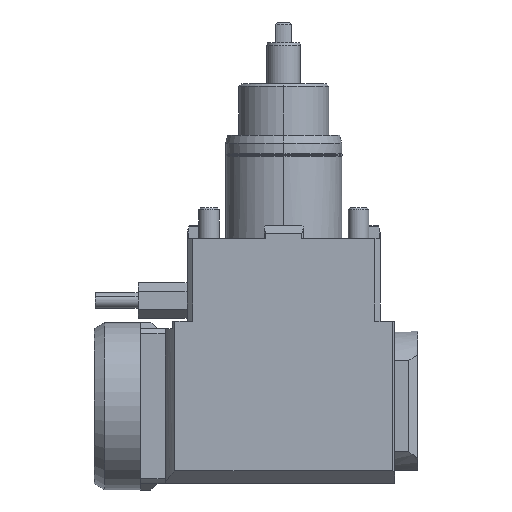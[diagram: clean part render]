
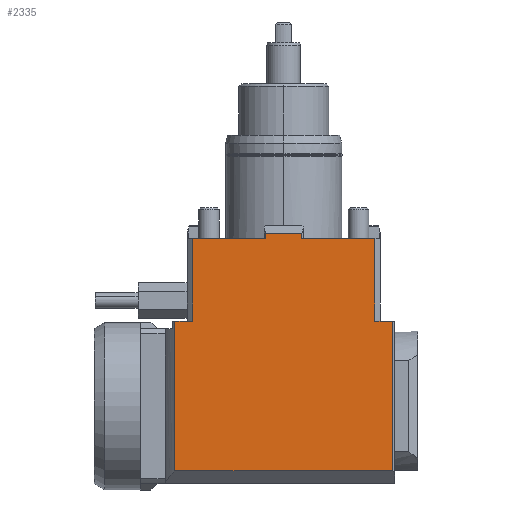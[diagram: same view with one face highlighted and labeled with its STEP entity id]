
A CAD part, front view. The second image highlights one B-rep face of the part: STEP entity #2335.
In plain terms, the highlighted planar face has unit normal (0, -1, 0).
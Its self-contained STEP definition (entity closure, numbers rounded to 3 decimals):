
#113=CARTESIAN_POINT('',(42.261,-37.5,-90.));
#114=VERTEX_POINT('',#113);
#122=CARTESIAN_POINT('',(-42.261,-37.5,-90.));
#123=VERTEX_POINT('',#122);
#124=CARTESIAN_POINT('',(42.261,-37.5,-90.));
#125=DIRECTION('',(-1.,0.,0.));
#126=VECTOR('',#125,84.522);
#127=LINE('',#124,#126);
#128=EDGE_CURVE('',#114,#123,#127,.T.);
#1627=CARTESIAN_POINT('',(-7.,-37.5,2.));
#1628=VERTEX_POINT('',#1627);
#1635=CARTESIAN_POINT('',(7.,-37.5,2.));
#1636=VERTEX_POINT('',#1635);
#1637=CARTESIAN_POINT('',(-7.,-37.5,2.));
#1638=DIRECTION('',(1.,0.,-0.));
#1639=VECTOR('',#1638,14.);
#1640=LINE('',#1637,#1639);
#1641=EDGE_CURVE('',#1628,#1636,#1640,.T.);
#1665=CARTESIAN_POINT('',(7.,-37.5,0.));
#1666=VERTEX_POINT('',#1665);
#1682=CARTESIAN_POINT('',(7.,-37.5,2.));
#1683=DIRECTION('',(0.,0.,-1.));
#1684=VECTOR('',#1683,2.);
#1685=LINE('',#1682,#1684);
#1686=EDGE_CURVE('',#1636,#1666,#1685,.T.);
#1696=CARTESIAN_POINT('',(-7.,-37.5,0.));
#1697=VERTEX_POINT('',#1696);
#1704=CARTESIAN_POINT('',(-7.,-37.5,0.));
#1705=DIRECTION('',(-0.,0.,1.));
#1706=VECTOR('',#1705,2.);
#1707=LINE('',#1704,#1706);
#1708=EDGE_CURVE('',#1697,#1628,#1707,.T.);
#2264=CARTESIAN_POINT('',(43.,-37.5,-95.));
#2265=DIRECTION('',(-0.,-1.,0.));
#2266=DIRECTION('',(0.,-0.,-1.));
#2267=AXIS2_PLACEMENT_3D('',#2264,#2265,#2266);
#2268=PLANE('',#2267);
#2269=CARTESIAN_POINT('',(-35.299,-37.5,-32.));
#2270=VERTEX_POINT('',#2269);
#2271=CARTESIAN_POINT('',(-42.261,-37.5,-32.));
#2272=VERTEX_POINT('',#2271);
#2273=CARTESIAN_POINT('',(-35.299,-37.5,-32.));
#2274=DIRECTION('',(-1.,0.,0.));
#2275=VECTOR('',#2274,6.962);
#2276=LINE('',#2273,#2275);
#2277=EDGE_CURVE('',#2270,#2272,#2276,.T.);
#2278=ORIENTED_EDGE('',*,*,#2277,.T.);
#2279=CARTESIAN_POINT('',(-42.261,-37.5,-32.));
#2280=DIRECTION('',(0.,0.,-1.));
#2281=VECTOR('',#2280,58.);
#2282=LINE('',#2279,#2281);
#2283=EDGE_CURVE('',#2272,#123,#2282,.T.);
#2284=ORIENTED_EDGE('',*,*,#2283,.T.);
#2285=ORIENTED_EDGE('',*,*,#128,.F.);
#2286=CARTESIAN_POINT('',(42.261,-37.5,-32.));
#2287=VERTEX_POINT('',#2286);
#2288=CARTESIAN_POINT('',(42.261,-37.5,-90.));
#2289=DIRECTION('',(0.,0.,1.));
#2290=VECTOR('',#2289,58.);
#2291=LINE('',#2288,#2290);
#2292=EDGE_CURVE('',#114,#2287,#2291,.T.);
#2293=ORIENTED_EDGE('',*,*,#2292,.T.);
#2294=CARTESIAN_POINT('',(35.299,-37.5,-32.));
#2295=VERTEX_POINT('',#2294);
#2296=CARTESIAN_POINT('',(42.261,-37.5,-32.));
#2297=DIRECTION('',(-1.,0.,0.));
#2298=VECTOR('',#2297,6.962);
#2299=LINE('',#2296,#2298);
#2300=EDGE_CURVE('',#2287,#2295,#2299,.T.);
#2301=ORIENTED_EDGE('',*,*,#2300,.T.);
#2302=CARTESIAN_POINT('',(35.299,-37.5,0.));
#2303=VERTEX_POINT('',#2302);
#2304=CARTESIAN_POINT('',(35.299,-37.5,-32.));
#2305=DIRECTION('',(0.,0.,1.));
#2306=VECTOR('',#2305,32.);
#2307=LINE('',#2304,#2306);
#2308=EDGE_CURVE('',#2295,#2303,#2307,.T.);
#2309=ORIENTED_EDGE('',*,*,#2308,.T.);
#2310=CARTESIAN_POINT('',(7.,-37.5,0.));
#2311=DIRECTION('',(1.,0.,0.));
#2312=VECTOR('',#2311,28.299);
#2313=LINE('',#2310,#2312);
#2314=EDGE_CURVE('',#1666,#2303,#2313,.T.);
#2315=ORIENTED_EDGE('',*,*,#2314,.F.);
#2316=ORIENTED_EDGE('',*,*,#1686,.F.);
#2317=ORIENTED_EDGE('',*,*,#1641,.F.);
#2318=ORIENTED_EDGE('',*,*,#1708,.F.);
#2319=CARTESIAN_POINT('',(-35.299,-37.5,0.));
#2320=VERTEX_POINT('',#2319);
#2321=CARTESIAN_POINT('',(-7.,-37.5,0.));
#2322=DIRECTION('',(-1.,0.,-0.));
#2323=VECTOR('',#2322,28.299);
#2324=LINE('',#2321,#2323);
#2325=EDGE_CURVE('',#1697,#2320,#2324,.T.);
#2326=ORIENTED_EDGE('',*,*,#2325,.T.);
#2327=CARTESIAN_POINT('',(-35.299,-37.5,0.));
#2328=DIRECTION('',(0.,0.,-1.));
#2329=VECTOR('',#2328,32.);
#2330=LINE('',#2327,#2329);
#2331=EDGE_CURVE('',#2320,#2270,#2330,.T.);
#2332=ORIENTED_EDGE('',*,*,#2331,.T.);
#2333=EDGE_LOOP('',(#2278,#2284,#2285,#2293,#2301,#2309,#2315,#2316,#2317,#2318,#2326,#2332));
#2334=FACE_BOUND('',#2333,.T.);
#2335=ADVANCED_FACE('',(#2334),#2268,.T.);
